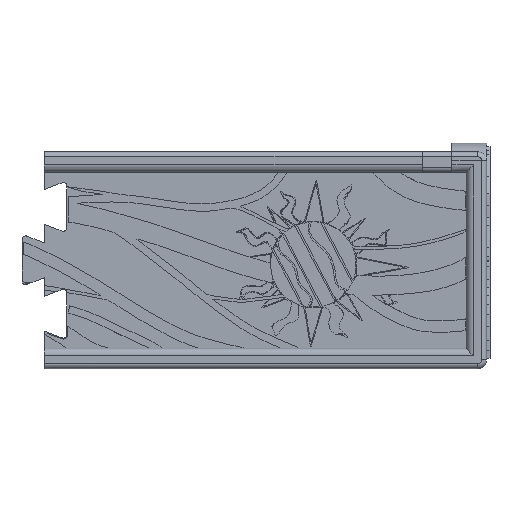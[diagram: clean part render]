
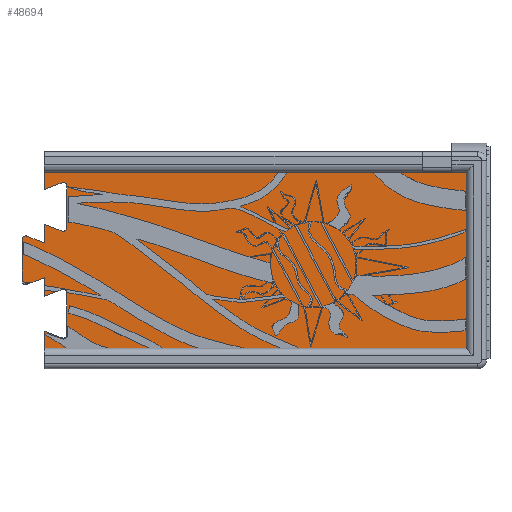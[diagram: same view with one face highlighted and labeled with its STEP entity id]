
A CAD part, front view. The second image highlights one B-rep face of the part: STEP entity #48694.
In plain terms, the highlighted planar face has unit normal (0, -1, 0).
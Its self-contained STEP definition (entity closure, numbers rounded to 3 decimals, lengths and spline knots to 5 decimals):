
#279=CIRCLE('',#52351,0.002);
#281=CIRCLE('',#52355,0.002);
#283=CIRCLE('',#52361,0.002);
#285=CIRCLE('',#52365,0.002);
#287=CIRCLE('',#52371,0.002);
#289=CIRCLE('',#52375,0.002);
#6173=ORIENTED_EDGE('',*,*,#17562,.T.);
#6174=ORIENTED_EDGE('',*,*,#17563,.T.);
#6175=ORIENTED_EDGE('',*,*,#17510,.T.);
#6176=ORIENTED_EDGE('',*,*,#17514,.T.);
#6177=ORIENTED_EDGE('',*,*,#17517,.F.);
#6178=ORIENTED_EDGE('',*,*,#17520,.T.);
#6179=ORIENTED_EDGE('',*,*,#17523,.F.);
#6180=ORIENTED_EDGE('',*,*,#17526,.F.);
#6181=ORIENTED_EDGE('',*,*,#17529,.T.);
#6182=ORIENTED_EDGE('',*,*,#17532,.F.);
#6183=ORIENTED_EDGE('',*,*,#17535,.T.);
#6184=ORIENTED_EDGE('',*,*,#17538,.T.);
#6185=ORIENTED_EDGE('',*,*,#17541,.T.);
#6186=ORIENTED_EDGE('',*,*,#17544,.T.);
#6187=ORIENTED_EDGE('',*,*,#17547,.T.);
#6188=ORIENTED_EDGE('',*,*,#17550,.T.);
#6189=ORIENTED_EDGE('',*,*,#17553,.F.);
#6190=ORIENTED_EDGE('',*,*,#17556,.T.);
#6191=ORIENTED_EDGE('',*,*,#17559,.F.);
#6192=ORIENTED_EDGE('',*,*,#17561,.F.);
#6193=ORIENTED_EDGE('',*,*,#17500,.T.);
#6194=ORIENTED_EDGE('',*,*,#17564,.F.);
#17500=EDGE_CURVE('',#23649,#23648,#29125,.T.);
#17510=EDGE_CURVE('',#23655,#23654,#29133,.T.);
#17514=EDGE_CURVE('',#23654,#23657,#29137,.T.);
#17517=EDGE_CURVE('',#23659,#23657,#279,.T.);
#17520=EDGE_CURVE('',#23659,#23661,#29141,.T.);
#17523=EDGE_CURVE('',#23663,#23661,#281,.T.);
#17526=EDGE_CURVE('',#23665,#23663,#29145,.T.);
#17529=EDGE_CURVE('',#23665,#23667,#29148,.T.);
#17532=EDGE_CURVE('',#23669,#23667,#29151,.T.);
#17535=EDGE_CURVE('',#23669,#23671,#283,.T.);
#17538=EDGE_CURVE('',#23671,#23673,#29155,.T.);
#17541=EDGE_CURVE('',#23673,#23675,#285,.T.);
#17544=EDGE_CURVE('',#23675,#23677,#29159,.T.);
#17547=EDGE_CURVE('',#23677,#23679,#29162,.T.);
#17550=EDGE_CURVE('',#23679,#23681,#29165,.T.);
#17553=EDGE_CURVE('',#23683,#23681,#287,.T.);
#17556=EDGE_CURVE('',#23683,#23685,#29169,.T.);
#17559=EDGE_CURVE('',#23687,#23685,#289,.T.);
#17561=EDGE_CURVE('',#23649,#23687,#29172,.T.);
#17562=EDGE_CURVE('',#23688,#23689,#29173,.T.);
#17563=EDGE_CURVE('',#23689,#23655,#29174,.T.);
#17564=EDGE_CURVE('',#23688,#23648,#29175,.T.);
#23648=VERTEX_POINT('',#72131);
#23649=VERTEX_POINT('',#72133);
#23654=VERTEX_POINT('',#72151);
#23655=VERTEX_POINT('',#72153);
#23657=VERTEX_POINT('',#72159);
#23659=VERTEX_POINT('',#72165);
#23661=VERTEX_POINT('',#72171);
#23663=VERTEX_POINT('',#72177);
#23665=VERTEX_POINT('',#72183);
#23667=VERTEX_POINT('',#72189);
#23669=VERTEX_POINT('',#72195);
#23671=VERTEX_POINT('',#72201);
#23673=VERTEX_POINT('',#72207);
#23675=VERTEX_POINT('',#72213);
#23677=VERTEX_POINT('',#72219);
#23679=VERTEX_POINT('',#72225);
#23681=VERTEX_POINT('',#72231);
#23683=VERTEX_POINT('',#72237);
#23685=VERTEX_POINT('',#72243);
#23687=VERTEX_POINT('',#72249);
#23688=VERTEX_POINT('',#72256);
#23689=VERTEX_POINT('',#72257);
#29125=LINE('',#72132,#35932);
#29133=LINE('',#72152,#35940);
#29137=LINE('',#72160,#35944);
#29141=LINE('',#72172,#35948);
#29145=LINE('',#72184,#35952);
#29148=LINE('',#72190,#35955);
#29151=LINE('',#72196,#35958);
#29155=LINE('',#72208,#35962);
#29159=LINE('',#72220,#35966);
#29162=LINE('',#72226,#35969);
#29165=LINE('',#72232,#35972);
#29169=LINE('',#72244,#35976);
#29172=LINE('',#72253,#35979);
#29173=LINE('',#72255,#35980);
#29174=LINE('',#72258,#35981);
#29175=LINE('',#72259,#35982);
#35932=VECTOR('',#58790,1.);
#35940=VECTOR('',#58810,1.);
#35944=VECTOR('',#58816,1.);
#35948=VECTOR('',#58828,1.);
#35952=VECTOR('',#58840,1.);
#35955=VECTOR('',#58845,1.);
#35958=VECTOR('',#58850,1.);
#35962=VECTOR('',#58862,1.);
#35966=VECTOR('',#58874,1.);
#35969=VECTOR('',#58879,1.);
#35972=VECTOR('',#58884,1.);
#35976=VECTOR('',#58896,1.);
#35979=VECTOR('',#58907,1.);
#35980=VECTOR('',#58910,1.);
#35981=VECTOR('',#58911,1.);
#35982=VECTOR('',#58912,1.);
#41062=EDGE_LOOP('',(#6173,#6174,#6175,#6176,#6177,#6178,#6179,#6180,#6181,
#6182,#6183,#6184,#6185,#6186,#6187,#6188,#6189,#6190,#6191,#6192,#6193,
#6194));
#43673=FACE_BOUND('',#41062,.T.);
#46226=PLANE('',#52377);
#48694=ADVANCED_FACE('',(#43673),#46226,.T.);
#52351=AXIS2_PLACEMENT_3D('',#72166,#58822,#58823);
#52355=AXIS2_PLACEMENT_3D('',#72178,#58834,#58835);
#52361=AXIS2_PLACEMENT_3D('',#72202,#58856,#58857);
#52365=AXIS2_PLACEMENT_3D('',#72214,#58868,#58869);
#52371=AXIS2_PLACEMENT_3D('',#72238,#58890,#58891);
#52375=AXIS2_PLACEMENT_3D('',#72250,#58902,#58903);
#52377=AXIS2_PLACEMENT_3D('',#72254,#58908,#58909);
#58790=DIRECTION('',(0.,0.,-1.));
#58810=DIRECTION('',(0.,0.,-1.));
#58816=DIRECTION('',(0.933,0.,0.361));
#58822=DIRECTION('',(0.,-1.,0.));
#58823=DIRECTION('',(0.,0.,-1.));
#58828=DIRECTION('',(0.,0.,-1.));
#58834=DIRECTION('',(0.,-1.,0.));
#58835=DIRECTION('',(0.,0.,-1.));
#58840=DIRECTION('',(0.933,0.,-0.361));
#58845=DIRECTION('',(0.,0.,-1.));
#58850=DIRECTION('',(0.933,0.,-0.361));
#58856=DIRECTION('',(0.,-1.,0.));
#58857=DIRECTION('',(0.,0.,-1.));
#58862=DIRECTION('',(0.,0.,-1.));
#58868=DIRECTION('',(0.,-1.,0.));
#58869=DIRECTION('',(0.,0.,-1.));
#58874=DIRECTION('',(0.933,0.,0.361));
#58879=DIRECTION('',(0.,0.,-1.));
#58884=DIRECTION('',(0.933,0.,0.361));
#58890=DIRECTION('',(0.,-1.,0.));
#58891=DIRECTION('',(0.,0.,-1.));
#58896=DIRECTION('',(0.,0.,-1.));
#58902=DIRECTION('',(0.,-1.,0.));
#58903=DIRECTION('',(0.,0.,-1.));
#58907=DIRECTION('',(0.933,0.,-0.361));
#58908=DIRECTION('',(0.,-1.,0.));
#58909=DIRECTION('',(1.,0.,0.));
#58910=DIRECTION('',(0.,0.,1.));
#58911=DIRECTION('',(-1.,0.,0.));
#58912=DIRECTION('',(-1.,0.,0.));
#72131=CARTESIAN_POINT('',(0.,-0.003,-0.0658));
#72132=CARTESIAN_POINT('',(0.,-0.003,-0.0608));
#72133=CARTESIAN_POINT('',(0.,-0.003,-0.0558));
#72151=CARTESIAN_POINT('',(0.,-0.003,0.0258));
#72152=CARTESIAN_POINT('',(0.,-0.003,0.0308));
#72153=CARTESIAN_POINT('',(0.,-0.003,0.0358));
#72159=CARTESIAN_POINT('',(0.0102,-0.003,0.02974));
#72160=CARTESIAN_POINT('',(0.0051,-0.003,0.02777));
#72165=CARTESIAN_POINT('',(0.01292,-0.003,0.02788));
#72166=CARTESIAN_POINT('',(0.01092,-0.003,0.02788));
#72171=CARTESIAN_POINT('',(0.01292,-0.003,0.00371));
#72172=CARTESIAN_POINT('',(0.01292,-0.003,0.0158));
#72177=CARTESIAN_POINT('',(0.0102,-0.003,0.00185));
#72178=CARTESIAN_POINT('',(0.01092,-0.003,0.00371));
#72183=CARTESIAN_POINT('',(0.,-0.003,0.0058));
#72184=CARTESIAN_POINT('',(0.0051,-0.003,0.00382));
#72189=CARTESIAN_POINT('',(0.,-0.003,-0.005));
#72190=CARTESIAN_POINT('',(0.,-0.003,0.0004));
#72195=CARTESIAN_POINT('',(-0.0102,-0.003,-0.00105));
#72196=CARTESIAN_POINT('',(-0.0051,-0.003,-0.00303));
#72201=CARTESIAN_POINT('',(-0.01292,-0.003,-0.00292));
#72202=CARTESIAN_POINT('',(-0.01092,-0.003,-0.00292));
#72207=CARTESIAN_POINT('',(-0.01292,-0.003,-0.02708));
#72208=CARTESIAN_POINT('',(-0.01292,-0.003,-0.015));
#72213=CARTESIAN_POINT('',(-0.0102,-0.003,-0.02895));
#72214=CARTESIAN_POINT('',(-0.01092,-0.003,-0.02708));
#72219=CARTESIAN_POINT('',(0.,-0.003,-0.025));
#72220=CARTESIAN_POINT('',(-0.0051,-0.003,-0.02697));
#72225=CARTESIAN_POINT('',(0.,-0.003,-0.0358));
#72226=CARTESIAN_POINT('',(0.,-0.003,-0.0304));
#72231=CARTESIAN_POINT('',(0.0102,-0.003,-0.03185));
#72232=CARTESIAN_POINT('',(0.0051,-0.003,-0.03382));
#72237=CARTESIAN_POINT('',(0.01292,-0.003,-0.03371));
#72238=CARTESIAN_POINT('',(0.01092,-0.003,-0.03371));
#72243=CARTESIAN_POINT('',(0.01292,-0.003,-0.05788));
#72244=CARTESIAN_POINT('',(0.01292,-0.003,-0.0458));
#72249=CARTESIAN_POINT('',(0.0102,-0.003,-0.05974));
#72250=CARTESIAN_POINT('',(0.01092,-0.003,-0.05788));
#72253=CARTESIAN_POINT('',(0.0051,-0.003,-0.05777));
#72254=CARTESIAN_POINT('',(0.12104,-0.003,-0.015));
#72255=CARTESIAN_POINT('',(0.24325,-0.003,-0.015));
#72256=CARTESIAN_POINT('',(0.24325,-0.003,-0.0658));
#72257=CARTESIAN_POINT('',(0.24325,-0.003,0.0358));
#72258=CARTESIAN_POINT('',(0.12104,-0.003,0.0358));
#72259=CARTESIAN_POINT('',(0.12104,-0.003,-0.0658));
